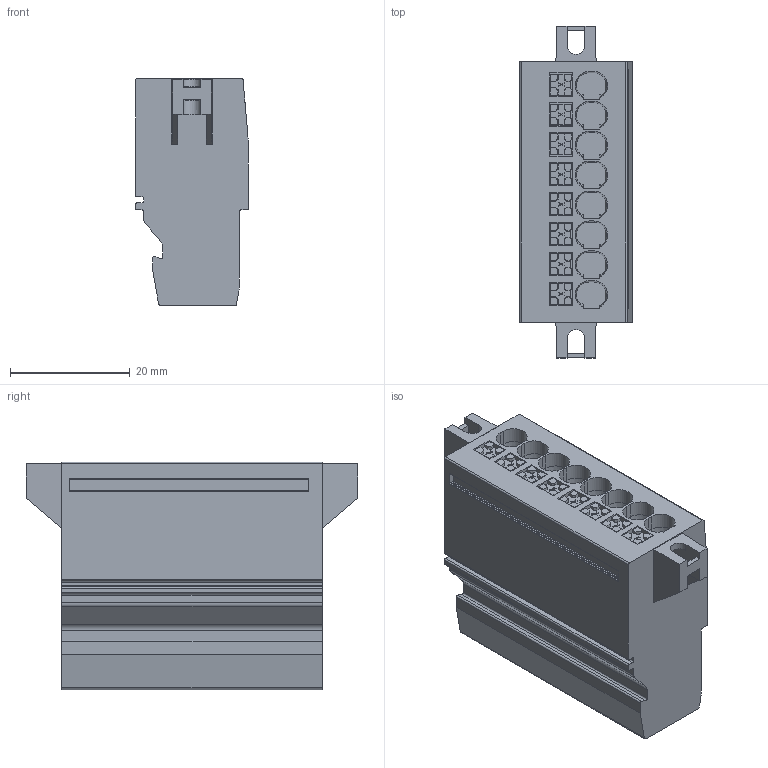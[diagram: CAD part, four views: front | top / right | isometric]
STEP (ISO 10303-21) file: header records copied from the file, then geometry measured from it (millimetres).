
FILE_DESCRIPTION(/* description */ ('Unknown'),/* implementation_level */ '2;1');
FILE_NAME(/* name */ 'PQPP2.5M-VM8W_3D Solid',/* time_stamp */ '2024-09-20T16:10:15+06:00',/* author */ ('Unknown'),/* organization */ ('Unknown'),/* preprocessor_version */ 'ST-DEVELOPER v16.7',/* originating_system */ 'Solid Edge',/* authorisation */ 'Unknown');
FILE_SCHEMA (('AUTOMOTIVE_DESIGN {1 0 10303 214 3 1 1}'));
Length unit declared in the file: millimetre
Products named in the file (1): PQPP2.5M-VM8W_3D Solid
Bounding box: 18.8 x 55.5 x 38 mm (x, y, z)
Volume: 26691.4 mm3; surface area: 8645.2 mm2
Topology: 1 solids, 22 shells, 1292 faces, 3558 edges, 2340 vertices
Faces by surface type: plane 930, bspline 208, cylinder 106, cone 48
Entity records: 53977 total; most frequent: CARTESIAN_POINT 13402, ORIENTED_EDGE 7116, DIRECTION 5519, EDGE_CURVE 3558, LINE 2685, VECTOR 2685, VERTEX_POINT 2340, AXIS2_PLACEMENT_3D 1417
